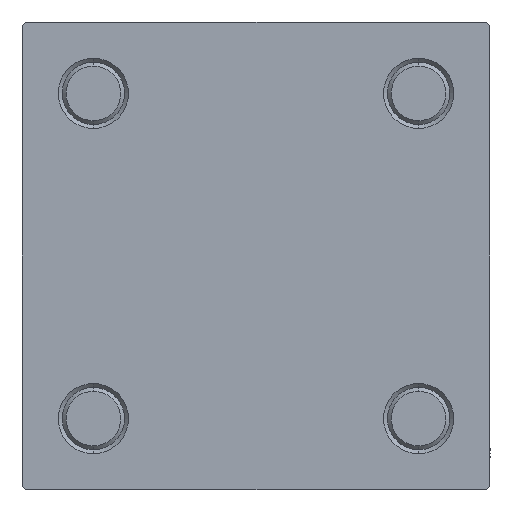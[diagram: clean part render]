
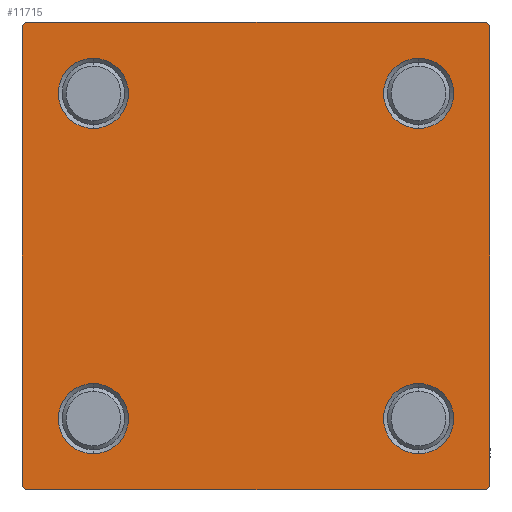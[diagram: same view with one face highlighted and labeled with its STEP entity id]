
A CAD part, left-side view. The second image highlights one B-rep face of the part: STEP entity #11715.
In plain terms, the highlighted planar face has unit normal (-1, 0, 0).
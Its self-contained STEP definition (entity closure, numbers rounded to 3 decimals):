
#657 = AXIS2_PLACEMENT_3D ( 'NONE', #31169, #46585, #23095 ) ;
#1374 = EDGE_CURVE ( 'NONE', #31635, #29771, #30327, .T. ) ;
#1485 = DIRECTION ( 'NONE',  ( 0., -0.707, -0.707 ) ) ;
#2850 = LINE ( 'NONE', #38768, #31016 ) ;
#2909 = EDGE_CURVE ( 'NONE', #38099, #49445, #4870, .T. ) ;
#4410 = FACE_BOUND ( 'NONE', #37110, .T. ) ;
#4435 = CARTESIAN_POINT ( 'NONE',  ( 0., -20.85, -20.85 ) ) ;
#4870 = LINE ( 'NONE', #27927, #47337 ) ;
#4981 = CARTESIAN_POINT ( 'NONE',  ( 0., 20.85, 16.35 ) ) ;
#5006 = CARTESIAN_POINT ( 'NONE',  ( 0., 29.5, -30. ) ) ;
#5175 = CARTESIAN_POINT ( 'NONE',  ( 0., -29.75, 29.75 ) ) ;
#5269 = LINE ( 'NONE', #39191, #49216 ) ;
#5760 = CARTESIAN_POINT ( 'NONE',  ( 0., 30., 30. ) ) ;
#5925 = AXIS2_PLACEMENT_3D ( 'NONE', #20288, #13177, #28864 ) ;
#6304 = DIRECTION ( 'NONE',  ( 1., 0., 0. ) ) ;
#6793 = CARTESIAN_POINT ( 'NONE',  ( 0., 30., -29.5 ) ) ;
#8275 = ORIENTED_EDGE ( 'NONE', *, *, #34166, .T. ) ;
#8293 = EDGE_CURVE ( 'NONE', #38099, #33722, #12285, .T. ) ;
#8509 = AXIS2_PLACEMENT_3D ( 'NONE', #13180, #6304, #14163 ) ;
#8932 = CIRCLE ( 'NONE', #17853, 4.5 ) ;
#8955 = FACE_BOUND ( 'NONE', #37229, .T. ) ;
#9117 = CARTESIAN_POINT ( 'NONE',  ( 0., -20.85, 20.85 ) ) ;
#9963 = ORIENTED_EDGE ( 'NONE', *, *, #42737, .T. ) ;
#10286 = DIRECTION ( 'NONE',  ( 1., 0., 0. ) ) ;
#10542 = DIRECTION ( 'NONE',  ( 0., 0., 1. ) ) ;
#10570 = EDGE_CURVE ( 'NONE', #39645, #16693, #5269, .T. ) ;
#10651 = CARTESIAN_POINT ( 'NONE',  ( 0., 20.85, -20.85 ) ) ;
#11311 = VERTEX_POINT ( 'NONE', #19160 ) ;
#11631 = LINE ( 'NONE', #42986, #17609 ) ;
#11715 = ADVANCED_FACE ( 'NONE', ( #23684, #27969, #4410, #8955, #35296 ), #28219, .T. ) ;
#11747 = ORIENTED_EDGE ( 'NONE', *, *, #16215, .T. ) ;
#11984 = VECTOR ( 'NONE', #31767, 1000. ) ;
#12075 = EDGE_CURVE ( 'NONE', #16693, #40230, #36727, .T. ) ;
#12285 = LINE ( 'NONE', #5175, #11984 ) ;
#12663 = ORIENTED_EDGE ( 'NONE', *, *, #18106, .T. ) ;
#12664 = CARTESIAN_POINT ( 'NONE',  ( 0., -29.5, 30. ) ) ;
#12687 = CARTESIAN_POINT ( 'NONE',  ( 0., 20.85, -16.35 ) ) ;
#13177 = DIRECTION ( 'NONE',  ( 1., 0., 0. ) ) ;
#13180 = CARTESIAN_POINT ( 'NONE',  ( 0., 20.85, 20.85 ) ) ;
#13342 = VECTOR ( 'NONE', #40684, 1000. ) ;
#13579 = ORIENTED_EDGE ( 'NONE', *, *, #20501, .F. ) ;
#13662 = ORIENTED_EDGE ( 'NONE', *, *, #49899, .T. ) ;
#14163 = DIRECTION ( 'NONE',  ( 0., 0., 1. ) ) ;
#14324 = VERTEX_POINT ( 'NONE', #29402 ) ;
#14512 = VECTOR ( 'NONE', #32939, 1000. ) ;
#15561 = CARTESIAN_POINT ( 'NONE',  ( 0., -20.85, 16.35 ) ) ;
#15906 = CIRCLE ( 'NONE', #22382, 4.5 ) ;
#16067 = ORIENTED_EDGE ( 'NONE', *, *, #35678, .T. ) ;
#16082 = DIRECTION ( 'NONE',  ( 0., 0., 1. ) ) ;
#16215 = EDGE_CURVE ( 'NONE', #29771, #31635, #33786, .T. ) ;
#16537 = DIRECTION ( 'NONE',  ( 0., 0., -1. ) ) ;
#16667 = EDGE_CURVE ( 'NONE', #32315, #39645, #40431, .T. ) ;
#16693 = VERTEX_POINT ( 'NONE', #5006 ) ;
#17101 = AXIS2_PLACEMENT_3D ( 'NONE', #4435, #19912, #35322 ) ;
#17292 = ORIENTED_EDGE ( 'NONE', *, *, #31711, .T. ) ;
#17609 = VECTOR ( 'NONE', #19745, 1000. ) ;
#17853 = AXIS2_PLACEMENT_3D ( 'NONE', #32289, #24460, #43910 ) ;
#18106 = EDGE_CURVE ( 'NONE', #49243, #14324, #15906, .T. ) ;
#19160 = CARTESIAN_POINT ( 'NONE',  ( 0., 29.5, 30. ) ) ;
#19556 = AXIS2_PLACEMENT_3D ( 'NONE', #25506, #10286, #10542 ) ;
#19601 = ORIENTED_EDGE ( 'NONE', *, *, #12075, .T. ) ;
#19745 = DIRECTION ( 'NONE',  ( 0., -1., 0. ) ) ;
#19912 = DIRECTION ( 'NONE',  ( 1., 0., 0. ) ) ;
#20047 = DIRECTION ( 'NONE',  ( 0., 0., 1. ) ) ;
#20288 = CARTESIAN_POINT ( 'NONE',  ( 0., 20.85, -20.85 ) ) ;
#20501 = EDGE_CURVE ( 'NONE', #11311, #33722, #11631, .T. ) ;
#21227 = DIRECTION ( 'NONE',  ( 0., 0., -1. ) ) ;
#21382 = VERTEX_POINT ( 'NONE', #31933 ) ;
#21697 = ORIENTED_EDGE ( 'NONE', *, *, #16667, .T. ) ;
#22382 = AXIS2_PLACEMENT_3D ( 'NONE', #10651, #22823, #49114 ) ;
#22624 = AXIS2_PLACEMENT_3D ( 'NONE', #24431, #43123, #16082 ) ;
#22823 = DIRECTION ( 'NONE',  ( 1., 0., 0. ) ) ;
#23095 = DIRECTION ( 'NONE',  ( 0., 0., 1. ) ) ;
#23562 = CIRCLE ( 'NONE', #17101, 4.5 ) ;
#23684 = FACE_BOUND ( 'NONE', #39016, .T. ) ;
#23774 = CIRCLE ( 'NONE', #5925, 4.5 ) ;
#23826 = ORIENTED_EDGE ( 'NONE', *, *, #10570, .T. ) ;
#23862 = CARTESIAN_POINT ( 'NONE',  ( 0., -30., 29.5 ) ) ;
#24431 = CARTESIAN_POINT ( 'NONE',  ( 0., 0., 0. ) ) ;
#24460 = DIRECTION ( 'NONE',  ( 1., 0., 0. ) ) ;
#25156 = EDGE_LOOP ( 'NONE', ( #42440, #8275 ) ) ;
#25506 = CARTESIAN_POINT ( 'NONE',  ( 0., -20.85, -20.85 ) ) ;
#25555 = VECTOR ( 'NONE', #21227, 1000. ) ;
#26949 = VERTEX_POINT ( 'NONE', #29309 ) ;
#27023 = ORIENTED_EDGE ( 'NONE', *, *, #1374, .T. ) ;
#27927 = CARTESIAN_POINT ( 'NONE',  ( 0., -30., 30. ) ) ;
#27969 = FACE_BOUND ( 'NONE', #25156, .T. ) ;
#28219 = PLANE ( 'NONE',  #22624 ) ;
#28864 = DIRECTION ( 'NONE',  ( 0., 0., 1. ) ) ;
#29309 = CARTESIAN_POINT ( 'NONE',  ( 0., -20.85, 25.35 ) ) ;
#29402 = CARTESIAN_POINT ( 'NONE',  ( 0., 20.85, -25.35 ) ) ;
#29601 = VERTEX_POINT ( 'NONE', #30324 ) ;
#29771 = VERTEX_POINT ( 'NONE', #4981 ) ;
#30077 = ORIENTED_EDGE ( 'NONE', *, *, #2909, .F. ) ;
#30324 = CARTESIAN_POINT ( 'NONE',  ( 0., -20.85, -16.35 ) ) ;
#30327 = CIRCLE ( 'NONE', #8509, 4.5 ) ;
#30876 = AXIS2_PLACEMENT_3D ( 'NONE', #9117, #43284, #20047 ) ;
#30931 = DIRECTION ( 'NONE',  ( 0., 0.707, -0.707 ) ) ;
#31016 = VECTOR ( 'NONE', #30931, 1000. ) ;
#31169 = CARTESIAN_POINT ( 'NONE',  ( 0., 20.85, 20.85 ) ) ;
#31635 = VERTEX_POINT ( 'NONE', #34586 ) ;
#31639 = CIRCLE ( 'NONE', #19556, 4.5 ) ;
#31711 = EDGE_CURVE ( 'NONE', #49314, #26949, #8932, .T. ) ;
#31767 = DIRECTION ( 'NONE',  ( 0., 0.707, 0.707 ) ) ;
#31933 = CARTESIAN_POINT ( 'NONE',  ( 0., -20.85, -25.35 ) ) ;
#32040 = CARTESIAN_POINT ( 'NONE',  ( 0., -29.5, -30. ) ) ;
#32289 = CARTESIAN_POINT ( 'NONE',  ( 0., -20.85, 20.85 ) ) ;
#32315 = VERTEX_POINT ( 'NONE', #32418 ) ;
#32418 = CARTESIAN_POINT ( 'NONE',  ( 0., 30., 29.5 ) ) ;
#32939 = DIRECTION ( 'NONE',  ( 0., -1., 0. ) ) ;
#33722 = VERTEX_POINT ( 'NONE', #12664 ) ;
#33786 = CIRCLE ( 'NONE', #657, 4.5 ) ;
#34166 = EDGE_CURVE ( 'NONE', #21382, #29601, #31639, .T. ) ;
#34240 = EDGE_CURVE ( 'NONE', #29601, #21382, #23562, .T. ) ;
#34479 = EDGE_LOOP ( 'NONE', ( #21697, #23826, #19601, #13662, #30077, #45369, #13579, #9963 ) ) ;
#34586 = CARTESIAN_POINT ( 'NONE',  ( 0., 20.85, 25.35 ) ) ;
#35296 = FACE_OUTER_BOUND ( 'NONE', #34479, .T. ) ;
#35322 = DIRECTION ( 'NONE',  ( 0., 0., 1. ) ) ;
#35678 = EDGE_CURVE ( 'NONE', #26949, #49314, #38923, .T. ) ;
#36727 = LINE ( 'NONE', #45060, #14512 ) ;
#37110 = EDGE_LOOP ( 'NONE', ( #12663, #44577 ) ) ;
#37229 = EDGE_LOOP ( 'NONE', ( #27023, #11747 ) ) ;
#38099 = VERTEX_POINT ( 'NONE', #23862 ) ;
#38768 = CARTESIAN_POINT ( 'NONE',  ( 0., 29.75, 29.75 ) ) ;
#38923 = CIRCLE ( 'NONE', #30876, 4.5 ) ;
#39016 = EDGE_LOOP ( 'NONE', ( #16067, #17292 ) ) ;
#39191 = CARTESIAN_POINT ( 'NONE',  ( 0., 29.75, -29.75 ) ) ;
#39528 = EDGE_CURVE ( 'NONE', #14324, #49243, #23774, .T. ) ;
#39645 = VERTEX_POINT ( 'NONE', #6793 ) ;
#40230 = VERTEX_POINT ( 'NONE', #32040 ) ;
#40431 = LINE ( 'NONE', #5760, #25555 ) ;
#40684 = DIRECTION ( 'NONE',  ( 0., -0.707, 0.707 ) ) ;
#41183 = CARTESIAN_POINT ( 'NONE',  ( 0., -29.75, -29.75 ) ) ;
#42440 = ORIENTED_EDGE ( 'NONE', *, *, #34240, .T. ) ;
#42737 = EDGE_CURVE ( 'NONE', #11311, #32315, #2850, .T. ) ;
#42986 = CARTESIAN_POINT ( 'NONE',  ( 0., 30., 30. ) ) ;
#43123 = DIRECTION ( 'NONE',  ( -1., 0., 0. ) ) ;
#43284 = DIRECTION ( 'NONE',  ( 1., 0., 0. ) ) ;
#43910 = DIRECTION ( 'NONE',  ( 0., 0., 1. ) ) ;
#44577 = ORIENTED_EDGE ( 'NONE', *, *, #39528, .T. ) ;
#45060 = CARTESIAN_POINT ( 'NONE',  ( 0., 30., -30. ) ) ;
#45369 = ORIENTED_EDGE ( 'NONE', *, *, #8293, .T. ) ;
#46585 = DIRECTION ( 'NONE',  ( 1., 0., 0. ) ) ;
#47337 = VECTOR ( 'NONE', #16537, 1000. ) ;
#47405 = CARTESIAN_POINT ( 'NONE',  ( 0., -30., -29.5 ) ) ;
#49029 = LINE ( 'NONE', #41183, #13342 ) ;
#49114 = DIRECTION ( 'NONE',  ( 0., 0., 1. ) ) ;
#49216 = VECTOR ( 'NONE', #1485, 1000. ) ;
#49243 = VERTEX_POINT ( 'NONE', #12687 ) ;
#49314 = VERTEX_POINT ( 'NONE', #15561 ) ;
#49445 = VERTEX_POINT ( 'NONE', #47405 ) ;
#49899 = EDGE_CURVE ( 'NONE', #40230, #49445, #49029, .T. ) ;
